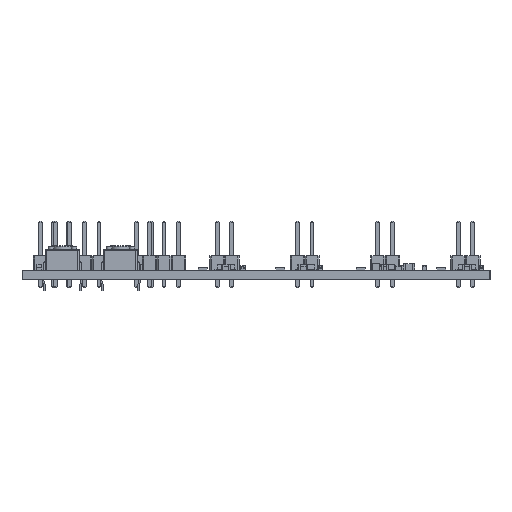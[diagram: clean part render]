
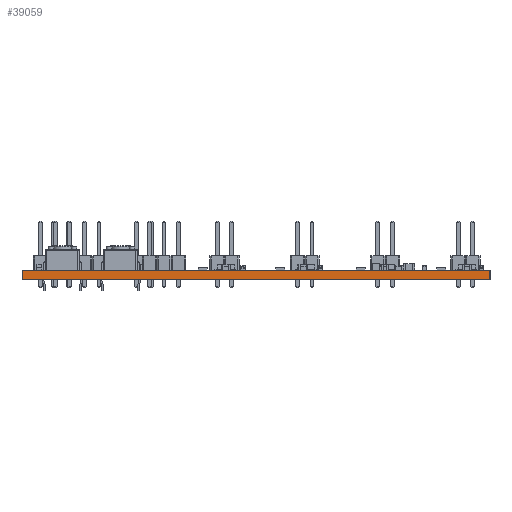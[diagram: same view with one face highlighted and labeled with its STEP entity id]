
A CAD part, left-side view. The second image highlights one B-rep face of the part: STEP entity #39059.
In plain terms, the highlighted planar face has unit normal (-1, 0, 0).
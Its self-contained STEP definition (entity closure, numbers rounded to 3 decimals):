
#38943 = EDGE_CURVE('',#38944,#38946,#38948,.T.);
#38944 = VERTEX_POINT('',#38945);
#38945 = CARTESIAN_POINT('',(-61.,40.75,0.));
#38946 = VERTEX_POINT('',#38947);
#38947 = CARTESIAN_POINT('',(-61.,40.75,1.6));
#38948 = SURFACE_CURVE('',#38949,(#38953,#38965),.PCURVE_S1.);
#38949 = LINE('',#38950,#38951);
#38950 = CARTESIAN_POINT('',(-61.,40.75,0.));
#38951 = VECTOR('',#38952,1.);
#38952 = DIRECTION('',(0.,0.,1.));
#38953 = PCURVE('',#38954,#38959);
#38954 = PLANE('',#38955);
#38955 = AXIS2_PLACEMENT_3D('',#38956,#38957,#38958);
#38956 = CARTESIAN_POINT('',(-61.,40.75,0.));
#38957 = DIRECTION('',(0.,1.,0.));
#38958 = DIRECTION('',(1.,0.,0.));
#38959 = DEFINITIONAL_REPRESENTATION('',(#38960),#38964);
#38960 = LINE('',#38961,#38962);
#38961 = CARTESIAN_POINT('',(0.,0.));
#38962 = VECTOR('',#38963,1.);
#38963 = DIRECTION('',(0.,-1.));
#38964 = ( GEOMETRIC_REPRESENTATION_CONTEXT(2) 
PARAMETRIC_REPRESENTATION_CONTEXT() REPRESENTATION_CONTEXT('2D SPACE',''
  ) );
#38965 = PCURVE('',#38966,#38971);
#38966 = PLANE('',#38967);
#38967 = AXIS2_PLACEMENT_3D('',#38968,#38969,#38970);
#38968 = CARTESIAN_POINT('',(-61.,-40.75,0.));
#38969 = DIRECTION('',(-1.,0.,0.));
#38970 = DIRECTION('',(0.,1.,0.));
#38971 = DEFINITIONAL_REPRESENTATION('',(#38972),#38976);
#38972 = LINE('',#38973,#38974);
#38973 = CARTESIAN_POINT('',(81.5,0.));
#38974 = VECTOR('',#38975,1.);
#38975 = DIRECTION('',(0.,-1.));
#38976 = ( GEOMETRIC_REPRESENTATION_CONTEXT(2) 
PARAMETRIC_REPRESENTATION_CONTEXT() REPRESENTATION_CONTEXT('2D SPACE',''
  ) );
#38994 = PLANE('',#38995);
#38995 = AXIS2_PLACEMENT_3D('',#38996,#38997,#38998);
#38996 = CARTESIAN_POINT('',(0.,0.,1.6));
#38997 = DIRECTION('',(-0.,-0.,-1.));
#38998 = DIRECTION('',(-1.,0.,0.));
#39048 = PLANE('',#39049);
#39049 = AXIS2_PLACEMENT_3D('',#39050,#39051,#39052);
#39050 = CARTESIAN_POINT('',(0.,0.,0.));
#39051 = DIRECTION('',(-0.,-0.,-1.));
#39052 = DIRECTION('',(-1.,0.,0.));
#39059 = ADVANCED_FACE('',(#39060),#38966,.T.);
#39060 = FACE_BOUND('',#39061,.T.);
#39061 = EDGE_LOOP('',(#39062,#39092,#39113,#39114));
#39062 = ORIENTED_EDGE('',*,*,#39063,.T.);
#39063 = EDGE_CURVE('',#39064,#39066,#39068,.T.);
#39064 = VERTEX_POINT('',#39065);
#39065 = CARTESIAN_POINT('',(-61.,-40.75,0.));
#39066 = VERTEX_POINT('',#39067);
#39067 = CARTESIAN_POINT('',(-61.,-40.75,1.6));
#39068 = SURFACE_CURVE('',#39069,(#39073,#39080),.PCURVE_S1.);
#39069 = LINE('',#39070,#39071);
#39070 = CARTESIAN_POINT('',(-61.,-40.75,0.));
#39071 = VECTOR('',#39072,1.);
#39072 = DIRECTION('',(0.,0.,1.));
#39073 = PCURVE('',#38966,#39074);
#39074 = DEFINITIONAL_REPRESENTATION('',(#39075),#39079);
#39075 = LINE('',#39076,#39077);
#39076 = CARTESIAN_POINT('',(0.,0.));
#39077 = VECTOR('',#39078,1.);
#39078 = DIRECTION('',(0.,-1.));
#39079 = ( GEOMETRIC_REPRESENTATION_CONTEXT(2) 
PARAMETRIC_REPRESENTATION_CONTEXT() REPRESENTATION_CONTEXT('2D SPACE',''
  ) );
#39080 = PCURVE('',#39081,#39086);
#39081 = PLANE('',#39082);
#39082 = AXIS2_PLACEMENT_3D('',#39083,#39084,#39085);
#39083 = CARTESIAN_POINT('',(61.,-40.75,0.));
#39084 = DIRECTION('',(0.,-1.,0.));
#39085 = DIRECTION('',(-1.,0.,0.));
#39086 = DEFINITIONAL_REPRESENTATION('',(#39087),#39091);
#39087 = LINE('',#39088,#39089);
#39088 = CARTESIAN_POINT('',(122.,0.));
#39089 = VECTOR('',#39090,1.);
#39090 = DIRECTION('',(0.,-1.));
#39091 = ( GEOMETRIC_REPRESENTATION_CONTEXT(2) 
PARAMETRIC_REPRESENTATION_CONTEXT() REPRESENTATION_CONTEXT('2D SPACE',''
  ) );
#39092 = ORIENTED_EDGE('',*,*,#39093,.T.);
#39093 = EDGE_CURVE('',#39066,#38946,#39094,.T.);
#39094 = SURFACE_CURVE('',#39095,(#39099,#39106),.PCURVE_S1.);
#39095 = LINE('',#39096,#39097);
#39096 = CARTESIAN_POINT('',(-61.,-40.75,1.6));
#39097 = VECTOR('',#39098,1.);
#39098 = DIRECTION('',(0.,1.,0.));
#39099 = PCURVE('',#38966,#39100);
#39100 = DEFINITIONAL_REPRESENTATION('',(#39101),#39105);
#39101 = LINE('',#39102,#39103);
#39102 = CARTESIAN_POINT('',(0.,-1.6));
#39103 = VECTOR('',#39104,1.);
#39104 = DIRECTION('',(1.,0.));
#39105 = ( GEOMETRIC_REPRESENTATION_CONTEXT(2) 
PARAMETRIC_REPRESENTATION_CONTEXT() REPRESENTATION_CONTEXT('2D SPACE',''
  ) );
#39106 = PCURVE('',#38994,#39107);
#39107 = DEFINITIONAL_REPRESENTATION('',(#39108),#39112);
#39108 = LINE('',#39109,#39110);
#39109 = CARTESIAN_POINT('',(61.,-40.75));
#39110 = VECTOR('',#39111,1.);
#39111 = DIRECTION('',(0.,1.));
#39112 = ( GEOMETRIC_REPRESENTATION_CONTEXT(2) 
PARAMETRIC_REPRESENTATION_CONTEXT() REPRESENTATION_CONTEXT('2D SPACE',''
  ) );
#39113 = ORIENTED_EDGE('',*,*,#38943,.F.);
#39114 = ORIENTED_EDGE('',*,*,#39115,.F.);
#39115 = EDGE_CURVE('',#39064,#38944,#39116,.T.);
#39116 = SURFACE_CURVE('',#39117,(#39121,#39128),.PCURVE_S1.);
#39117 = LINE('',#39118,#39119);
#39118 = CARTESIAN_POINT('',(-61.,-40.75,0.));
#39119 = VECTOR('',#39120,1.);
#39120 = DIRECTION('',(0.,1.,0.));
#39121 = PCURVE('',#38966,#39122);
#39122 = DEFINITIONAL_REPRESENTATION('',(#39123),#39127);
#39123 = LINE('',#39124,#39125);
#39124 = CARTESIAN_POINT('',(0.,0.));
#39125 = VECTOR('',#39126,1.);
#39126 = DIRECTION('',(1.,0.));
#39127 = ( GEOMETRIC_REPRESENTATION_CONTEXT(2) 
PARAMETRIC_REPRESENTATION_CONTEXT() REPRESENTATION_CONTEXT('2D SPACE',''
  ) );
#39128 = PCURVE('',#39048,#39129);
#39129 = DEFINITIONAL_REPRESENTATION('',(#39130),#39134);
#39130 = LINE('',#39131,#39132);
#39131 = CARTESIAN_POINT('',(61.,-40.75));
#39132 = VECTOR('',#39133,1.);
#39133 = DIRECTION('',(0.,1.));
#39134 = ( GEOMETRIC_REPRESENTATION_CONTEXT(2) 
PARAMETRIC_REPRESENTATION_CONTEXT() REPRESENTATION_CONTEXT('2D SPACE',''
  ) );
